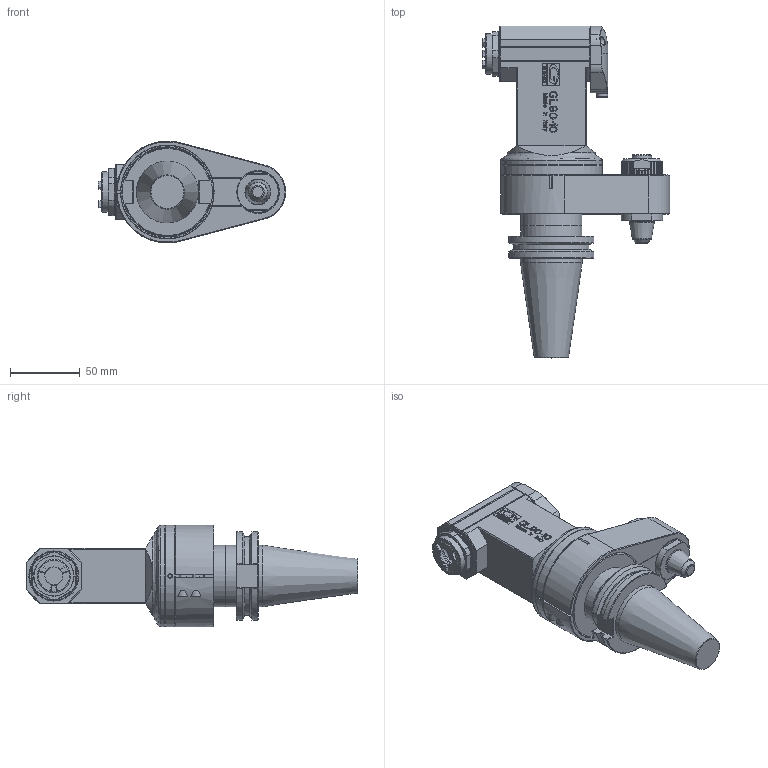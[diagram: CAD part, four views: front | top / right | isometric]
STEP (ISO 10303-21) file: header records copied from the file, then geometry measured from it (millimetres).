
FILE_DESCRIPTION(/* description */ (''),/* implementation_level */ '2;1');
FILE_NAME(/* name */ '9.GL9.100C0-13C40.stp',/* time_stamp */ '2025-02-12T09:44:35-05:00',/* author */ ('jkrenzer'),/* organization */ (''),/* preprocessor_version */ 'ST-DEVELOPER v18.1',/* originating_system */ 'Autodesk Inventor 2022',/* authorisation */ '');
FILE_SCHEMA (('AUTOMOTIVE_DESIGN { 1 0 10303 214 3 1 1 }'));
Products named in the file (3): 9.GL9.100C0-13C40; 9_GL9_100C0; 9_GAO_446_C   (Classic, Type 0, Cat40, 65mm)
Assembly tree (2 placements, depth 2):
  9.GL9.100C0-13C40
    9_GL9_100C0
    9_GAO_446_C   (Classic, Type 0, Cat40, 65mm)
Bounding box: 134.6 x 238.4 x 73 mm (x, y, z)
Volume: 531822 mm3; surface area: 119403.8 mm2
Topology: 3 solids, 6 shells, 2146 faces, 5855 edges, 3841 vertices
Faces by surface type: plane 1648, cylinder 194, cone 148, bspline 126, torus 30
Full cylindrical faces by diameter (mm): 2.5 x1, 4 x1, 4.2 x4, 5 x2, 5.5 x3, 6 x5, 8 x1, 8.5 x3, 9 x1, 9.2 x1, 10 x1, 12 x1, 12.8 x1, 13 x2, 14 x2, 15.8 x1, 15.9 x1, 17 x1, 17.287 x1, 18 x3, 20 x1, 22.5 x1, 23 x1, 24 x1, 24.5 x1, 25 x1, 27 x1, 28 x2, 29 x1, 29.8 x1
Entity records: 72165 total; most frequent: CARTESIAN_POINT 17904, ORIENTED_EDGE 11706, DIRECTION 10487, EDGE_CURVE 5853, LINE 4659, VECTOR 4659, VERTEX_POINT 3841, AXIS2_PLACEMENT_3D 2914
